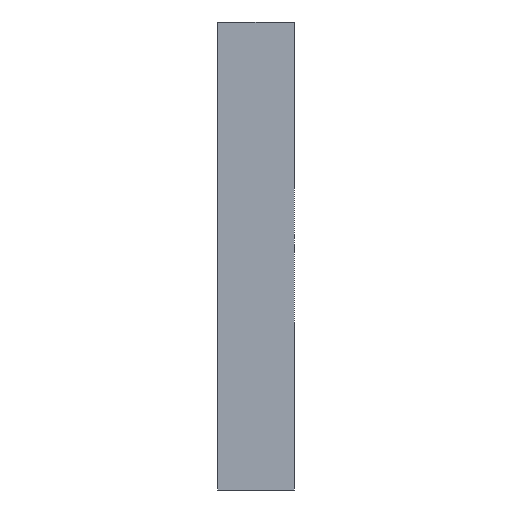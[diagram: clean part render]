
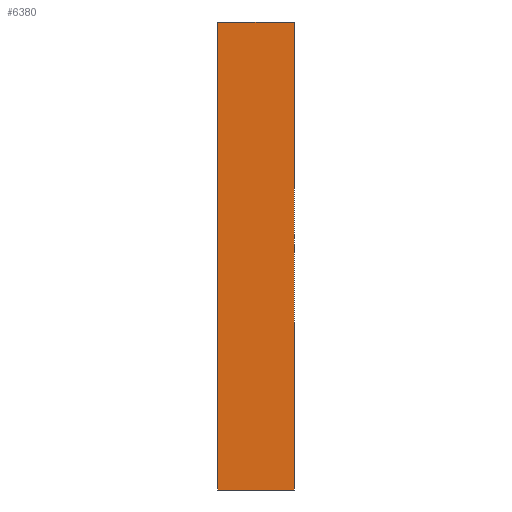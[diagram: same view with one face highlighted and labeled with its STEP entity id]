
A CAD part, front view. The second image highlights one B-rep face of the part: STEP entity #6380.
In plain terms, the highlighted planar face has unit normal (0.011, -1, 0).
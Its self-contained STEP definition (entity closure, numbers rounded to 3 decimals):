
#247=DIRECTION('',(-1.,-0.01,0.));
#248=VECTOR('',#247,65.);
#249=CARTESIAN_POINT('',(64.996,-59.319,400.));
#250=LINE('',#249,#248);
#375=DIRECTION('',(0.,0.,-1.));
#376=VECTOR('',#375,400.);
#377=CARTESIAN_POINT('',(0.,-60.,400.));
#378=LINE('',#377,#376);
#883=DIRECTION('',(0.,0.,1.));
#884=VECTOR('',#883,400.);
#885=CARTESIAN_POINT('',(64.996,-59.319,0.));
#886=LINE('',#885,#884);
#899=DIRECTION('',(1.,0.01,0.));
#900=VECTOR('',#899,65.);
#901=CARTESIAN_POINT('',(0.,-60.,0.));
#902=LINE('',#901,#900);
#5170=CARTESIAN_POINT('',(64.996,-59.319,0.));
#5171=CARTESIAN_POINT('',(64.996,-59.319,400.));
#5172=VERTEX_POINT('',#5170);
#5173=VERTEX_POINT('',#5171);
#5174=CARTESIAN_POINT('',(0.,-60.,400.));
#5175=CARTESIAN_POINT('',(0.,-60.,0.));
#5176=VERTEX_POINT('',#5174);
#5177=VERTEX_POINT('',#5175);
#6367=CARTESIAN_POINT('',(0.,-60.,0.));
#6368=DIRECTION('',(0.01,-1.,0.));
#6369=DIRECTION('',(1.,0.01,0.));
#6370=AXIS2_PLACEMENT_3D('',#6367,#6368,#6369);
#6371=PLANE('',#6370);
#6372=ORIENTED_EDGE('',*,*,#5760,.F.);
#6374=ORIENTED_EDGE('',*,*,#6373,.F.);
#6376=ORIENTED_EDGE('',*,*,#6375,.F.);
#6377=ORIENTED_EDGE('',*,*,#6098,.F.);
#6378=EDGE_LOOP('',(#6372,#6374,#6376,#6377));
#6379=FACE_OUTER_BOUND('',#6378,.F.);
#6380=ADVANCED_FACE('',(#6379),#6371,.T.);
#5760=EDGE_CURVE('',#5173,#5176,#250,.T.);
#6098=EDGE_CURVE('',#5176,#5177,#378,.T.);
#6373=EDGE_CURVE('',#5172,#5173,#886,.T.);
#6375=EDGE_CURVE('',#5177,#5172,#902,.T.);
